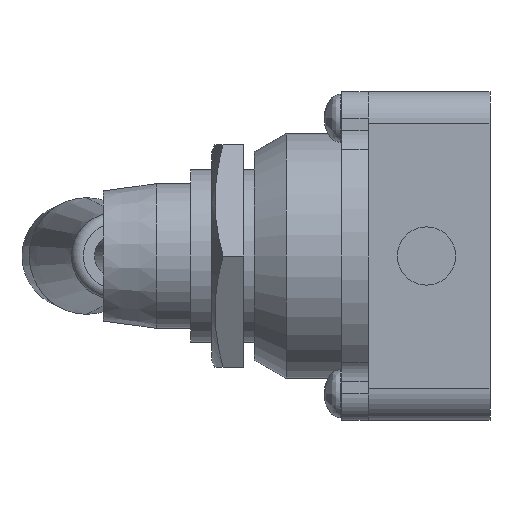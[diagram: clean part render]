
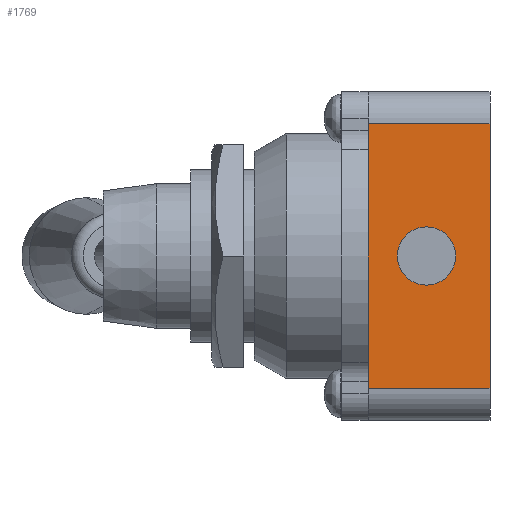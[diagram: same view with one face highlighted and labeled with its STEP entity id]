
A CAD part, left-side view. The second image highlights one B-rep face of the part: STEP entity #1769.
In plain terms, the highlighted planar face has unit normal (-1, 0, 0).
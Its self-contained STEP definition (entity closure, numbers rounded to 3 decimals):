
#20 = LINE ( 'NONE', #1909, #355 ) ;
#108 = DIRECTION ( 'NONE',  ( 0., 0., -1. ) ) ;
#176 = ORIENTED_EDGE ( 'NONE', *, *, #2584, .F. ) ;
#268 = VERTEX_POINT ( 'NONE', #3133 ) ;
#355 = VECTOR ( 'NONE', #3283, 1000. ) ;
#394 = PLANE ( 'NONE',  #2669 ) ;
#708 = CARTESIAN_POINT ( 'NONE',  ( -31., 12., 0. ) ) ;
#777 = VERTEX_POINT ( 'NONE', #3278 ) ;
#812 = DIRECTION ( 'NONE',  ( 0., 0., 1. ) ) ;
#964 = CARTESIAN_POINT ( 'NONE',  ( -31., 0., -25. ) ) ;
#972 = CARTESIAN_POINT ( 'NONE',  ( -31., 23., 25. ) ) ;
#975 = ORIENTED_EDGE ( 'NONE', *, *, #1563, .F. ) ;
#1006 = FACE_BOUND ( 'NONE', #1221, .T. ) ;
#1037 = CIRCLE ( 'NONE', #2471, 5.5 ) ;
#1128 = CARTESIAN_POINT ( 'NONE',  ( -31., 0., 25. ) ) ;
#1192 = DIRECTION ( 'NONE',  ( 0., -1., 0. ) ) ;
#1221 = EDGE_LOOP ( 'NONE', ( #176, #2634 ) ) ;
#1235 = DIRECTION ( 'NONE',  ( 0., 0., 1. ) ) ;
#1362 = CARTESIAN_POINT ( 'NONE',  ( -31., 12., 0. ) ) ;
#1443 = DIRECTION ( 'NONE',  ( 1., 0., 0. ) ) ;
#1447 = VECTOR ( 'NONE', #1192, 1000. ) ;
#1563 = EDGE_CURVE ( 'NONE', #3020, #2649, #2580, .T. ) ;
#1565 = EDGE_CURVE ( 'NONE', #268, #2708, #1696, .T. ) ;
#1605 = DIRECTION ( 'NONE',  ( -1., 0., 0. ) ) ;
#1696 = CIRCLE ( 'NONE', #3051, 5.5 ) ;
#1712 = VERTEX_POINT ( 'NONE', #964 ) ;
#1753 = ORIENTED_EDGE ( 'NONE', *, *, #2746, .F. ) ;
#1769 = ADVANCED_FACE ( 'NONE', ( #1006, #2046 ), #394, .F. ) ;
#1909 = CARTESIAN_POINT ( 'NONE',  ( -31., 23., -25. ) ) ;
#1941 = VECTOR ( 'NONE', #1235, 1000. ) ;
#2008 = DIRECTION ( 'NONE',  ( 0., 0., 1. ) ) ;
#2046 = FACE_OUTER_BOUND ( 'NONE', #2597, .T. ) ;
#2239 = VECTOR ( 'NONE', #2461, 1000. ) ;
#2461 = DIRECTION ( 'NONE',  ( 0., 0., 1. ) ) ;
#2471 = AXIS2_PLACEMENT_3D ( 'NONE', #1362, #1605, #812 ) ;
#2523 = LINE ( 'NONE', #3399, #1941 ) ;
#2580 = LINE ( 'NONE', #2808, #1447 ) ;
#2584 = EDGE_CURVE ( 'NONE', #2708, #268, #1037, .T. ) ;
#2597 = EDGE_LOOP ( 'NONE', ( #3443, #975, #1753, #2940 ) ) ;
#2634 = ORIENTED_EDGE ( 'NONE', *, *, #1565, .F. ) ;
#2649 = VERTEX_POINT ( 'NONE', #1128 ) ;
#2653 = LINE ( 'NONE', #2696, #2239 ) ;
#2669 = AXIS2_PLACEMENT_3D ( 'NONE', #972, #1443, #108 ) ;
#2683 = EDGE_CURVE ( 'NONE', #777, #1712, #20, .T. ) ;
#2696 = CARTESIAN_POINT ( 'NONE',  ( -31., 23., 25. ) ) ;
#2708 = VERTEX_POINT ( 'NONE', #2970 ) ;
#2746 = EDGE_CURVE ( 'NONE', #777, #3020, #2653, .T. ) ;
#2808 = CARTESIAN_POINT ( 'NONE',  ( -31., 23., 25. ) ) ;
#2940 = ORIENTED_EDGE ( 'NONE', *, *, #2683, .T. ) ;
#2970 = CARTESIAN_POINT ( 'NONE',  ( -31., 12., 5.5 ) ) ;
#3020 = VERTEX_POINT ( 'NONE', #3081 ) ;
#3051 = AXIS2_PLACEMENT_3D ( 'NONE', #708, #3056, #2008 ) ;
#3056 = DIRECTION ( 'NONE',  ( -1., 0., 0. ) ) ;
#3081 = CARTESIAN_POINT ( 'NONE',  ( -31., 23., 25. ) ) ;
#3133 = CARTESIAN_POINT ( 'NONE',  ( -31., 12., -5.5 ) ) ;
#3216 = EDGE_CURVE ( 'NONE', #1712, #2649, #2523, .T. ) ;
#3278 = CARTESIAN_POINT ( 'NONE',  ( -31., 23., -25. ) ) ;
#3283 = DIRECTION ( 'NONE',  ( 0., -1., 0. ) ) ;
#3399 = CARTESIAN_POINT ( 'NONE',  ( -31., 0., 25. ) ) ;
#3443 = ORIENTED_EDGE ( 'NONE', *, *, #3216, .T. ) ;
